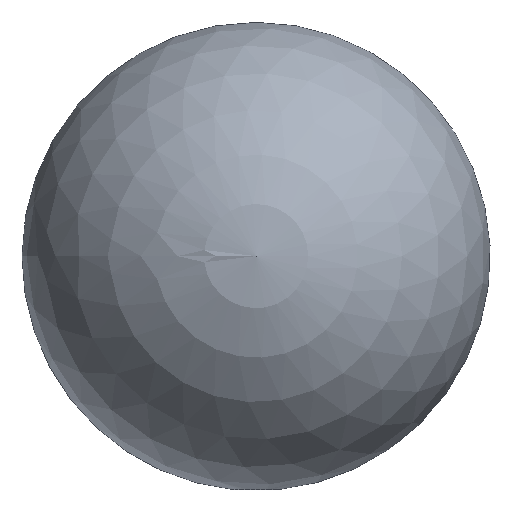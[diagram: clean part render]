
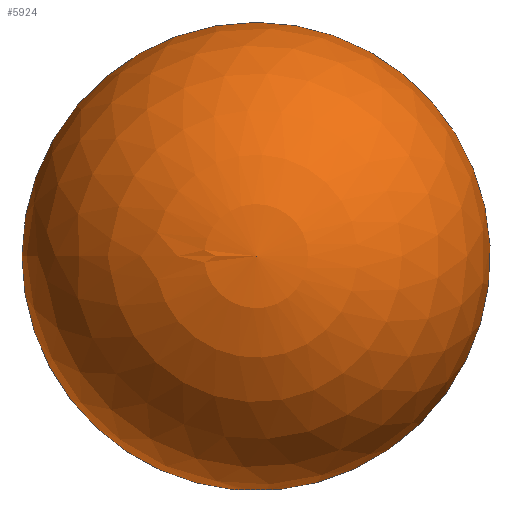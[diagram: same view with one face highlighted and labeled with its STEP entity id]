
A CAD part, top view. The second image highlights one B-rep face of the part: STEP entity #5924.
In plain terms, the highlighted spherical face has radius 50 mm.
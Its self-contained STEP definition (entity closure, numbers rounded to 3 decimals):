
#214 = EDGE_CURVE ( 'NONE', #3891, #8845, #2042, .T. ) ;
#451 = DIRECTION ( 'NONE',  ( 0., 0., -1. ) ) ;
#767 = ORIENTED_EDGE ( 'NONE', *, *, #11047, .F. ) ;
#871 = ORIENTED_EDGE ( 'NONE', *, *, #214, .T. ) ;
#1345 = CARTESIAN_POINT ( 'NONE',  ( 4.746, -49.774, 0. ) ) ;
#1823 = EDGE_CURVE ( 'NONE', #9821, #4072, #7561, .T. ) ;
#2007 = DIRECTION ( 'NONE',  ( 0., 0., -1. ) ) ;
#2042 = CIRCLE ( 'NONE', #7390, 50. ) ;
#2292 = DIRECTION ( 'NONE',  ( -1., 0., 0. ) ) ;
#2326 = ORIENTED_EDGE ( 'NONE', *, *, #2697, .T. ) ;
#2394 = AXIS2_PLACEMENT_3D ( 'NONE', #2509, #8907, #3470 ) ;
#2509 = CARTESIAN_POINT ( 'NONE',  ( 0., -49.774, 0. ) ) ;
#2697 = EDGE_CURVE ( 'NONE', #8845, #9821, #3862, .T. ) ;
#3470 = DIRECTION ( 'NONE',  ( 0., 0., 1. ) ) ;
#3497 = CARTESIAN_POINT ( 'NONE',  ( 0., -49.774, 0. ) ) ;
#3524 = ORIENTED_EDGE ( 'NONE', *, *, #1823, .T. ) ;
#3862 = CIRCLE ( 'NONE', #7714, 4.746 ) ;
#3882 = DIRECTION ( 'NONE',  ( 1., 0., 0. ) ) ;
#3891 = VERTEX_POINT ( 'NONE', #5643 ) ;
#3922 = DIRECTION ( 'NONE',  ( 0., 0., 1. ) ) ;
#4072 = VERTEX_POINT ( 'NONE', #1345 ) ;
#4351 = AXIS2_PLACEMENT_3D ( 'NONE', #7814, #451, #2292 ) ;
#4465 = DIRECTION ( 'NONE',  ( 0., 0., 1. ) ) ;
#4658 = CARTESIAN_POINT ( 'NONE',  ( 0., 0., 0. ) ) ;
#4996 = CIRCLE ( 'NONE', #6634, 50. ) ;
#5421 = FACE_OUTER_BOUND ( 'NONE', #9017, .T. ) ;
#5643 = CARTESIAN_POINT ( 'NONE',  ( 0., 50., 0. ) ) ;
#5924 = ADVANCED_FACE ( 'NONE', ( #5421 ), #10171, .T. ) ;
#6634 = AXIS2_PLACEMENT_3D ( 'NONE', #7534, #2007, #8447 ) ;
#7390 = AXIS2_PLACEMENT_3D ( 'NONE', #4658, #3922, #3882 ) ;
#7534 = CARTESIAN_POINT ( 'NONE',  ( 0., 0., 0. ) ) ;
#7561 = CIRCLE ( 'NONE', #2394, 4.746 ) ;
#7714 = AXIS2_PLACEMENT_3D ( 'NONE', #3497, #9837, #4465 ) ;
#7814 = CARTESIAN_POINT ( 'NONE',  ( 0., 0., 0. ) ) ;
#8447 = DIRECTION ( 'NONE',  ( -1., 0., 0. ) ) ;
#8845 = VERTEX_POINT ( 'NONE', #10600 ) ;
#8907 = DIRECTION ( 'NONE',  ( 0., 1., 0. ) ) ;
#9017 = EDGE_LOOP ( 'NONE', ( #767, #871, #2326, #3524 ) ) ;
#9821 = VERTEX_POINT ( 'NONE', #11644 ) ;
#9837 = DIRECTION ( 'NONE',  ( 0., 1., 0. ) ) ;
#10171 = SPHERICAL_SURFACE ( 'NONE', #4351, 50. ) ;
#10600 = CARTESIAN_POINT ( 'NONE',  ( -4.746, -49.774, 0. ) ) ;
#11047 = EDGE_CURVE ( 'NONE', #3891, #4072, #4996, .T. ) ;
#11644 = CARTESIAN_POINT ( 'NONE',  ( 0., -49.774, 4.746 ) ) ;
